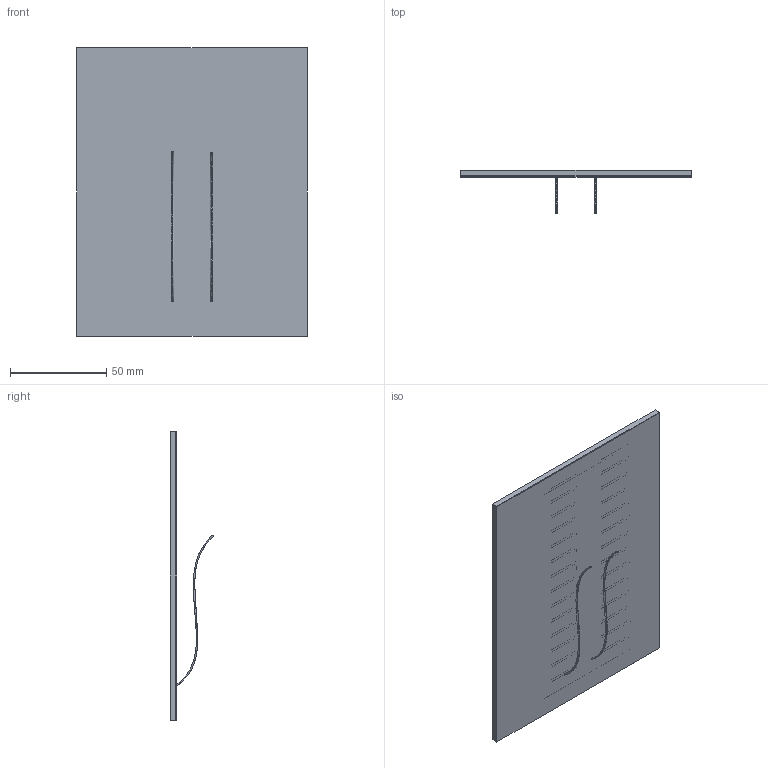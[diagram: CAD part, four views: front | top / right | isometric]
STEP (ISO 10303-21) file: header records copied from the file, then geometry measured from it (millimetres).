
FILE_DESCRIPTION (( 'STEP AP203' ), '1' );
FILE_NAME ('SolarPanel_000.STEP', '2020-04-16T07:39:25', ( '' ), ( '' ), 'SwSTEP 2.0', 'SolidWorks 2018', '' );
FILE_SCHEMA (( 'CONFIG_CONTROL_DESIGN' ));
Length unit declared in the file: millimetre
Products named in the file (5): SolarPanel_004; SolarPanel_000; SolarPanel_003; SolarPanel_001; SolarPanel_002
Assembly tree (58 placements, depth 2):
  SolarPanel_000
    SolarPanel_001
    SolarPanel_002  x28
    SolarPanel_003  x28
    SolarPanel_004
Bounding box: 120 x 22.8 x 150 mm (x, y, z)
Volume: 62772.4 mm3; surface area: 97759.6 mm2
Topology: 58 solids, 58 shells, 365 faces, 732 edges, 488 vertices
Faces by surface type: plane 359, bspline 6
Entity records: 3779 total; most frequent: CARTESIAN_POINT 746, DIRECTION 276, ORIENTED_EDGE 168, DATE_AND_TIME 141, LOCAL_TIME 141, COORDINATED_UNIVERSAL_TIME_OFFSET 141, CALENDAR_DATE 141, AXIS2_PLACEMENT_3D 106
